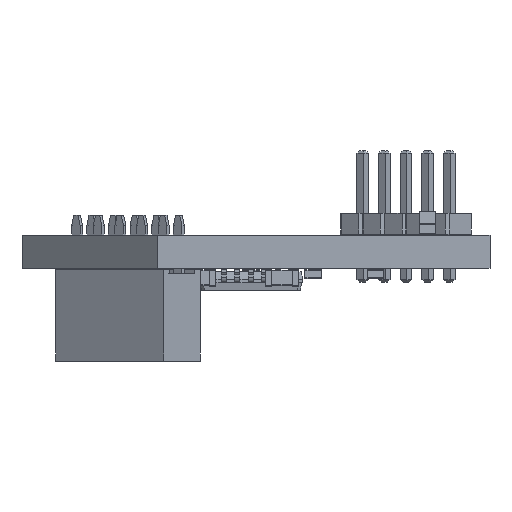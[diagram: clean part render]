
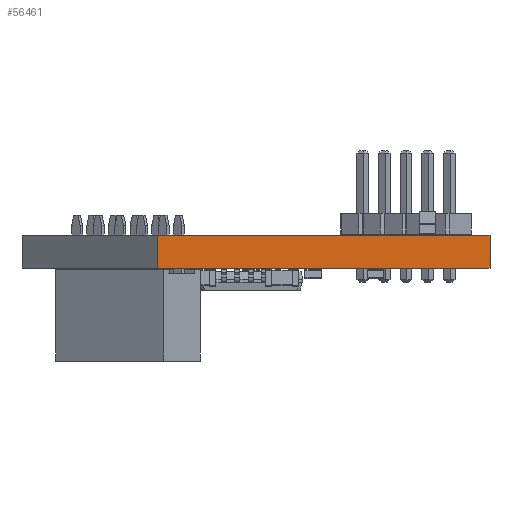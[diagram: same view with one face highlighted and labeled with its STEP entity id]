
A CAD part, left-side view. The second image highlights one B-rep face of the part: STEP entity #56461.
In plain terms, the highlighted planar face has unit normal (-0.644, -0.765, 0).
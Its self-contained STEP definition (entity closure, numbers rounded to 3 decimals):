
#54778 = PLANE('',#54779);
#54779 = AXIS2_PLACEMENT_3D('',#54780,#54781,#54782);
#54780 = CARTESIAN_POINT('',(-0.433,0.143,1.6));
#54781 = DIRECTION('',(-0.,-0.,-1.));
#54782 = DIRECTION('',(-1.,0.,0.));
#54832 = PLANE('',#54833);
#54833 = AXIS2_PLACEMENT_3D('',#54834,#54835,#54836);
#54834 = CARTESIAN_POINT('',(-0.433,0.143,0.));
#54835 = DIRECTION('',(-0.,-0.,-1.));
#54836 = DIRECTION('',(-1.,0.,0.));
#55025 = VERTEX_POINT('',#55026);
#55026 = CARTESIAN_POINT('',(-1.,-11.5,0.));
#55040 = PLANE('',#55041);
#55041 = AXIS2_PLACEMENT_3D('',#55042,#55043,#55044);
#55042 = CARTESIAN_POINT('',(12.5,-11.5,0.));
#55043 = DIRECTION('',(0.,-1.,0.));
#55044 = DIRECTION('',(-1.,0.,0.));
#55052 = EDGE_CURVE('',#55025,#55053,#55055,.T.);
#55053 = VERTEX_POINT('',#55054);
#55054 = CARTESIAN_POINT('',(-20.,4.5,0.));
#55055 = SURFACE_CURVE('',#55056,(#55060,#55067),.PCURVE_S1.);
#55056 = LINE('',#55057,#55058);
#55057 = CARTESIAN_POINT('',(-1.,-11.5,0.));
#55058 = VECTOR('',#55059,1.);
#55059 = DIRECTION('',(-0.765,0.644,0.));
#55060 = PCURVE('',#54832,#55061);
#55061 = DEFINITIONAL_REPRESENTATION('',(#55062),#55066);
#55062 = LINE('',#55063,#55064);
#55063 = CARTESIAN_POINT('',(0.567,-11.643));
#55064 = VECTOR('',#55065,1.);
#55065 = DIRECTION('',(0.765,0.644));
#55066 = ( GEOMETRIC_REPRESENTATION_CONTEXT(2) 
PARAMETRIC_REPRESENTATION_CONTEXT() REPRESENTATION_CONTEXT('2D SPACE',''
  ) );
#55067 = PCURVE('',#55068,#55073);
#55068 = PLANE('',#55069);
#55069 = AXIS2_PLACEMENT_3D('',#55070,#55071,#55072);
#55070 = CARTESIAN_POINT('',(-1.,-11.5,0.));
#55071 = DIRECTION('',(-0.644,-0.765,0.));
#55072 = DIRECTION('',(-0.765,0.644,0.));
#55073 = DEFINITIONAL_REPRESENTATION('',(#55074),#55078);
#55074 = LINE('',#55075,#55076);
#55075 = CARTESIAN_POINT('',(0.,0.));
#55076 = VECTOR('',#55077,1.);
#55077 = DIRECTION('',(1.,0.));
#55078 = ( GEOMETRIC_REPRESENTATION_CONTEXT(2) 
PARAMETRIC_REPRESENTATION_CONTEXT() REPRESENTATION_CONTEXT('2D SPACE',''
  ) );
#55096 = PLANE('',#55097);
#55097 = AXIS2_PLACEMENT_3D('',#55098,#55099,#55100);
#55098 = CARTESIAN_POINT('',(-20.,4.5,0.));
#55099 = DIRECTION('',(-0.707,0.707,0.));
#55100 = DIRECTION('',(0.707,0.707,0.));
#55754 = VERTEX_POINT('',#55755);
#55755 = CARTESIAN_POINT('',(-1.,-11.5,1.6));
#55776 = EDGE_CURVE('',#55754,#55777,#55779,.T.);
#55777 = VERTEX_POINT('',#55778);
#55778 = CARTESIAN_POINT('',(-20.,4.5,1.6));
#55779 = SURFACE_CURVE('',#55780,(#55784,#55791),.PCURVE_S1.);
#55780 = LINE('',#55781,#55782);
#55781 = CARTESIAN_POINT('',(-1.,-11.5,1.6));
#55782 = VECTOR('',#55783,1.);
#55783 = DIRECTION('',(-0.765,0.644,0.));
#55784 = PCURVE('',#54778,#55785);
#55785 = DEFINITIONAL_REPRESENTATION('',(#55786),#55790);
#55786 = LINE('',#55787,#55788);
#55787 = CARTESIAN_POINT('',(0.567,-11.643));
#55788 = VECTOR('',#55789,1.);
#55789 = DIRECTION('',(0.765,0.644));
#55790 = ( GEOMETRIC_REPRESENTATION_CONTEXT(2) 
PARAMETRIC_REPRESENTATION_CONTEXT() REPRESENTATION_CONTEXT('2D SPACE',''
  ) );
#55791 = PCURVE('',#55068,#55792);
#55792 = DEFINITIONAL_REPRESENTATION('',(#55793),#55797);
#55793 = LINE('',#55794,#55795);
#55794 = CARTESIAN_POINT('',(0.,-1.6));
#55795 = VECTOR('',#55796,1.);
#55796 = DIRECTION('',(1.,0.));
#55797 = ( GEOMETRIC_REPRESENTATION_CONTEXT(2) 
PARAMETRIC_REPRESENTATION_CONTEXT() REPRESENTATION_CONTEXT('2D SPACE',''
  ) );
#56411 = EDGE_CURVE('',#55053,#55777,#56412,.T.);
#56412 = SURFACE_CURVE('',#56413,(#56417,#56424),.PCURVE_S1.);
#56413 = LINE('',#56414,#56415);
#56414 = CARTESIAN_POINT('',(-20.,4.5,0.));
#56415 = VECTOR('',#56416,1.);
#56416 = DIRECTION('',(0.,0.,1.));
#56417 = PCURVE('',#55096,#56418);
#56418 = DEFINITIONAL_REPRESENTATION('',(#56419),#56423);
#56419 = LINE('',#56420,#56421);
#56420 = CARTESIAN_POINT('',(0.,0.));
#56421 = VECTOR('',#56422,1.);
#56422 = DIRECTION('',(0.,-1.));
#56423 = ( GEOMETRIC_REPRESENTATION_CONTEXT(2) 
PARAMETRIC_REPRESENTATION_CONTEXT() REPRESENTATION_CONTEXT('2D SPACE',''
  ) );
#56424 = PCURVE('',#55068,#56425);
#56425 = DEFINITIONAL_REPRESENTATION('',(#56426),#56430);
#56426 = LINE('',#56427,#56428);
#56427 = CARTESIAN_POINT('',(24.839,0.));
#56428 = VECTOR('',#56429,1.);
#56429 = DIRECTION('',(0.,-1.));
#56430 = ( GEOMETRIC_REPRESENTATION_CONTEXT(2) 
PARAMETRIC_REPRESENTATION_CONTEXT() REPRESENTATION_CONTEXT('2D SPACE',''
  ) );
#56440 = EDGE_CURVE('',#55025,#55754,#56441,.T.);
#56441 = SURFACE_CURVE('',#56442,(#56446,#56453),.PCURVE_S1.);
#56442 = LINE('',#56443,#56444);
#56443 = CARTESIAN_POINT('',(-1.,-11.5,0.));
#56444 = VECTOR('',#56445,1.);
#56445 = DIRECTION('',(0.,0.,1.));
#56446 = PCURVE('',#55040,#56447);
#56447 = DEFINITIONAL_REPRESENTATION('',(#56448),#56452);
#56448 = LINE('',#56449,#56450);
#56449 = CARTESIAN_POINT('',(13.5,0.));
#56450 = VECTOR('',#56451,1.);
#56451 = DIRECTION('',(0.,-1.));
#56452 = ( GEOMETRIC_REPRESENTATION_CONTEXT(2) 
PARAMETRIC_REPRESENTATION_CONTEXT() REPRESENTATION_CONTEXT('2D SPACE',''
  ) );
#56453 = PCURVE('',#55068,#56454);
#56454 = DEFINITIONAL_REPRESENTATION('',(#56455),#56459);
#56455 = LINE('',#56456,#56457);
#56456 = CARTESIAN_POINT('',(0.,0.));
#56457 = VECTOR('',#56458,1.);
#56458 = DIRECTION('',(0.,-1.));
#56459 = ( GEOMETRIC_REPRESENTATION_CONTEXT(2) 
PARAMETRIC_REPRESENTATION_CONTEXT() REPRESENTATION_CONTEXT('2D SPACE',''
  ) );
#56461 = ADVANCED_FACE('',(#56462),#55068,.T.);
#56462 = FACE_BOUND('',#56463,.T.);
#56463 = EDGE_LOOP('',(#56464,#56465,#56466,#56467));
#56464 = ORIENTED_EDGE('',*,*,#56440,.T.);
#56465 = ORIENTED_EDGE('',*,*,#55776,.T.);
#56466 = ORIENTED_EDGE('',*,*,#56411,.F.);
#56467 = ORIENTED_EDGE('',*,*,#55052,.F.);
